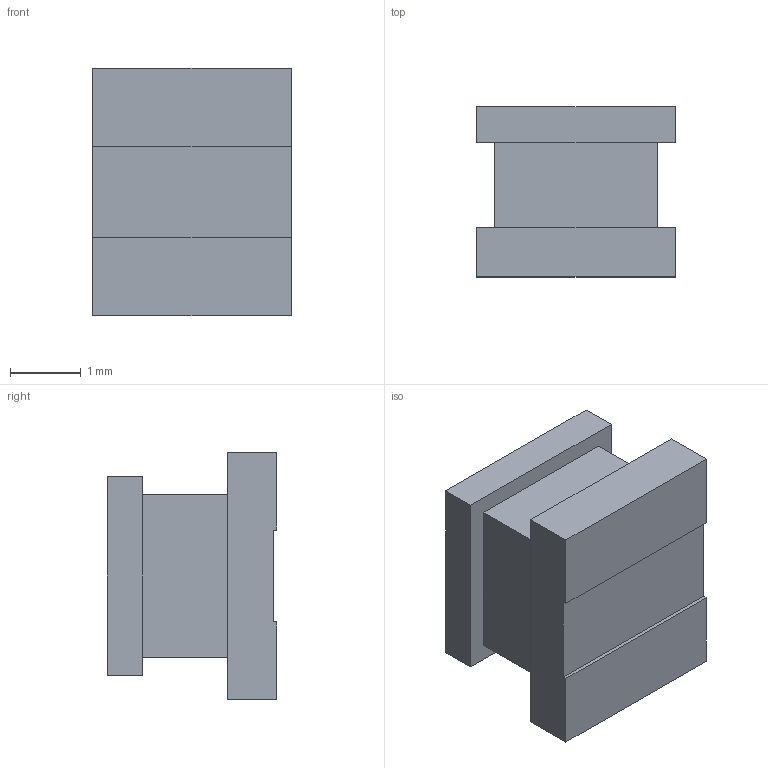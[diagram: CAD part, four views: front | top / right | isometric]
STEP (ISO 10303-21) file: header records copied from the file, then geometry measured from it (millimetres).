
FILE_DESCRIPTION (( 'STEP AP214' ), '1' );
FILE_NAME ('Coilcraft-ME3220-DEFAULT.STEP', '2010-11-21T16:51:40', ( 'SysAdmin' ), ( 'SolidWorks' ), 'SwSTEP 2.0', 'SolidWorks 2011', '' );
FILE_SCHEMA (( 'AUTOMOTIVE_DESIGN' ));
Length unit declared in the file: millimetre
Products named in the file (1): Coilcraft-ME3220-DEFAULT
Bounding box: 2.8 x 2.4 x 3.5 mm (x, y, z)
Volume: 16.9 mm3; surface area: 50.3 mm2
Topology: 1 solids, 1 shells, 20 faces, 48 edges, 32 vertices
Faces by surface type: plane 20
Entity records: 826 total; most frequent: CARTESIAN_POINT 101, ORIENTED_EDGE 96, DIRECTION 90, VECTOR 48, EDGE_CURVE 48, LINE 48, VERTEX_POINT 32, UNCERTAINTY_MEASURE_WITH_UNIT 23
